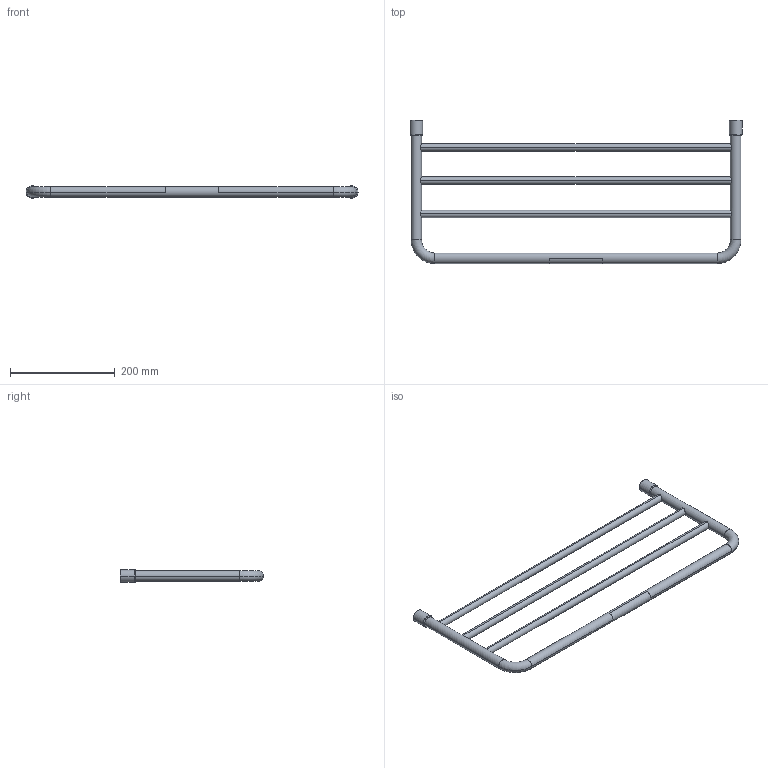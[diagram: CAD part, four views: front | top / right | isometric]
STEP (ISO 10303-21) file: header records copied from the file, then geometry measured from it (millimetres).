
FILE_DESCRIPTION((''),'2;1');
FILE_NAME('XX40-24_WEB','2010-09-24T',('project'),(''),'PRO/ENGINEER BY PARAMETRIC TECHNOLOGY CORPORATION, 2009300','PRO/ENGINEER BY PARAMETRIC TECHNOLOGY CORPORATION, 2009300','');
FILE_SCHEMA(('CONFIG_CONTROL_DESIGN'));
Length unit declared in the file: inch
Products named in the file (1): XX40-24_WEB
Bounding box: 633.59 x 272.9 x 23.99 mm (x, y, z)
Surface area: 148318.9 mm2 (no closed solid volume)
Topology: 0 solids, 3 shells, 26 faces, 86 edges, 56 vertices
Faces by surface type: cylinder 16, torus 8, plane 2
Entity records: 1180 total; most frequent: CARTESIAN_POINT 398, ORIENTED_EDGE 164, DIRECTION 150, EDGE_CURVE 86, AXIS2_PLACEMENT_3D 62, VERTEX_POINT 56, CIRCLE 36, VECTOR 26
